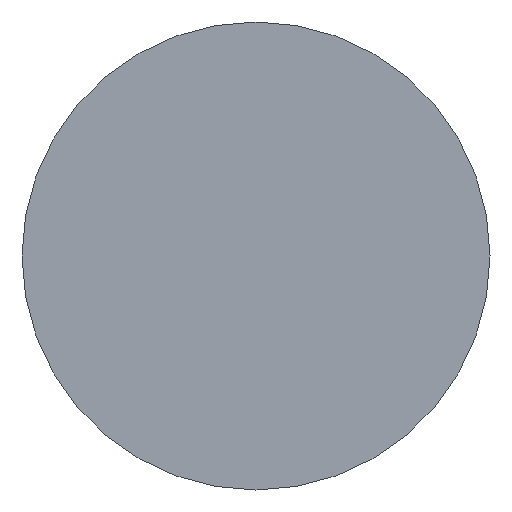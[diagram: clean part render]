
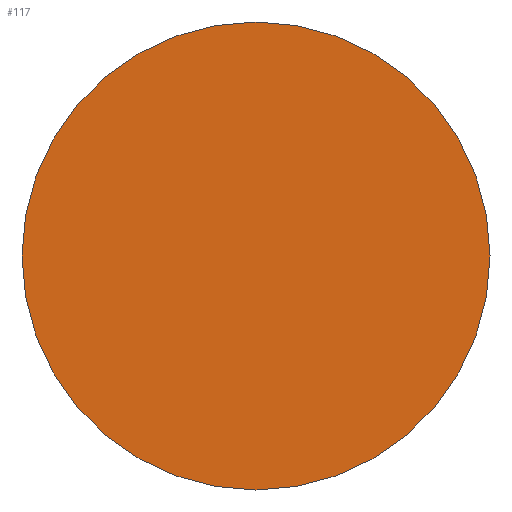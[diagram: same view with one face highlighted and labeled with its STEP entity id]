
A CAD part, left-side view. The second image highlights one B-rep face of the part: STEP entity #117.
In plain terms, the highlighted planar face has unit normal (-1, 0, 0).
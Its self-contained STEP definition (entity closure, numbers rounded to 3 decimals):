
#1 = EDGE_CURVE ( 'NONE', #150, #73, #96, .T. ) ;
#14 = AXIS2_PLACEMENT_3D ( 'NONE', #174, #141, #66 ) ;
#16 = ORIENTED_EDGE ( 'NONE', *, *, #1, .F. ) ;
#24 = ORIENTED_EDGE ( 'NONE', *, *, #133, .F. ) ;
#53 = CARTESIAN_POINT ( 'NONE',  ( -0.75, 0., -19. ) ) ;
#54 = CIRCLE ( 'NONE', #14, 19. ) ;
#55 = EDGE_LOOP ( 'NONE', ( #24, #16 ) ) ;
#59 = AXIS2_PLACEMENT_3D ( 'NONE', #154, #122, #160 ) ;
#66 = DIRECTION ( 'NONE',  ( 0., 0., -1. ) ) ;
#67 = CARTESIAN_POINT ( 'NONE',  ( -0.75, 0., 0. ) ) ;
#73 = VERTEX_POINT ( 'NONE', #104 ) ;
#82 = AXIS2_PLACEMENT_3D ( 'NONE', #67, #165, #108 ) ;
#96 = CIRCLE ( 'NONE', #59, 19. ) ;
#104 = CARTESIAN_POINT ( 'NONE',  ( -0.75, 0., 19. ) ) ;
#108 = DIRECTION ( 'NONE',  ( 0., 0., -1. ) ) ;
#117 = ADVANCED_FACE ( 'NONE', ( #173 ), #157, .F. ) ;
#122 = DIRECTION ( 'NONE',  ( 1., 0., 0. ) ) ;
#133 = EDGE_CURVE ( 'NONE', #73, #150, #54, .T. ) ;
#141 = DIRECTION ( 'NONE',  ( 1., 0., 0. ) ) ;
#150 = VERTEX_POINT ( 'NONE', #53 ) ;
#154 = CARTESIAN_POINT ( 'NONE',  ( -0.75, 0., 0. ) ) ;
#157 = PLANE ( 'NONE',  #82 ) ;
#160 = DIRECTION ( 'NONE',  ( 0., 0., -1. ) ) ;
#165 = DIRECTION ( 'NONE',  ( 1., 0., 0. ) ) ;
#173 = FACE_OUTER_BOUND ( 'NONE', #55, .T. ) ;
#174 = CARTESIAN_POINT ( 'NONE',  ( -0.75, 0., 0. ) ) ;
